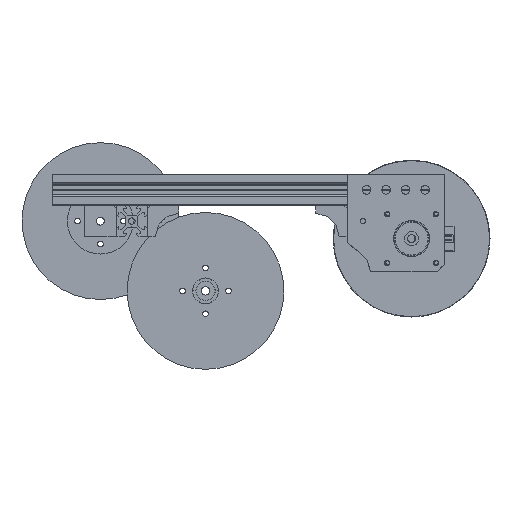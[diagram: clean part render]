
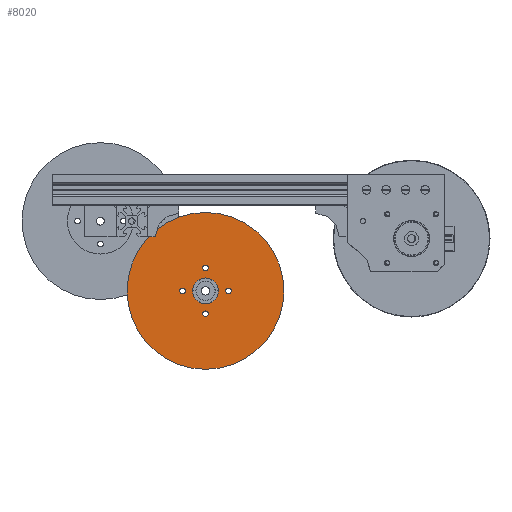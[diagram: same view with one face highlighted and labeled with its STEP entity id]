
A CAD part, left-side view. The second image highlights one B-rep face of the part: STEP entity #8020.
In plain terms, the highlighted planar face has unit normal (-1, 0, 0).
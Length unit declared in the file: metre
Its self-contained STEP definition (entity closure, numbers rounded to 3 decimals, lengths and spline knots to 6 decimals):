
#1696=PLANE('',#9242);
#2154=CIRCLE('',#9229,0.05);
#2162=CIRCLE('',#9241,0.00825);
#2163=CIRCLE('',#9243,0.0018);
#2164=CIRCLE('',#9244,0.0018);
#2165=CIRCLE('',#9245,0.0018);
#2166=CIRCLE('',#9246,0.0018);
#4001=ORIENTED_EDGE('',*,*,#5261,.T.);
#4002=ORIENTED_EDGE('',*,*,#5262,.T.);
#4003=ORIENTED_EDGE('',*,*,#5263,.T.);
#4004=ORIENTED_EDGE('',*,*,#5264,.T.);
#4005=ORIENTED_EDGE('',*,*,#5260,.F.);
#4006=ORIENTED_EDGE('',*,*,#5252,.T.);
#5252=EDGE_CURVE('',#6068,#6068,#2154,.T.);
#5260=EDGE_CURVE('',#6076,#6076,#2162,.T.);
#5261=EDGE_CURVE('',#6077,#6077,#2163,.F.);
#5262=EDGE_CURVE('',#6078,#6078,#2164,.F.);
#5263=EDGE_CURVE('',#6079,#6079,#2165,.F.);
#5264=EDGE_CURVE('',#6080,#6080,#2166,.F.);
#6068=VERTEX_POINT('',#22111);
#6076=VERTEX_POINT('',#22131);
#6077=VERTEX_POINT('',#22134);
#6078=VERTEX_POINT('',#22136);
#6079=VERTEX_POINT('',#22138);
#6080=VERTEX_POINT('',#22140);
#6802=EDGE_LOOP('',(#4001));
#6803=EDGE_LOOP('',(#4002));
#6804=EDGE_LOOP('',(#4003));
#6805=EDGE_LOOP('',(#4004));
#6806=EDGE_LOOP('',(#4005));
#6807=EDGE_LOOP('',(#4006));
#7468=FACE_BOUND('',#6802,.T.);
#7469=FACE_BOUND('',#6803,.T.);
#7470=FACE_BOUND('',#6804,.T.);
#7471=FACE_BOUND('',#6805,.T.);
#7472=FACE_BOUND('',#6806,.T.);
#7473=FACE_BOUND('',#6807,.T.);
#8020=ADVANCED_FACE('',(#7468,#7469,#7470,#7471,#7472,#7473),#1696,.T.);
#9229=AXIS2_PLACEMENT_3D('',#22110,#11211,#11212);
#9241=AXIS2_PLACEMENT_3D('',#22130,#11235,#11236);
#9242=AXIS2_PLACEMENT_3D('',#22132,#11237,#11238);
#9243=AXIS2_PLACEMENT_3D('',#22133,#11239,#11240);
#9244=AXIS2_PLACEMENT_3D('',#22135,#11241,#11242);
#9245=AXIS2_PLACEMENT_3D('',#22137,#11243,#11244);
#9246=AXIS2_PLACEMENT_3D('',#22139,#11245,#11246);
#11211=DIRECTION('',(-1.,0.,0.));
#11212=DIRECTION('',(0.,0.,1.));
#11235=DIRECTION('',(-1.,0.,0.));
#11236=DIRECTION('',(0.,0.,1.));
#11237=DIRECTION('',(-1.,0.,0.));
#11238=DIRECTION('',(0.,-1.,0.));
#11239=DIRECTION('',(-1.,0.,0.));
#11240=DIRECTION('',(0.,0.,1.));
#11241=DIRECTION('',(-1.,0.,0.));
#11242=DIRECTION('',(0.,0.,1.));
#11243=DIRECTION('',(-1.,0.,0.));
#11244=DIRECTION('',(0.,0.,1.));
#11245=DIRECTION('',(-1.,0.,0.));
#11246=DIRECTION('',(0.,0.,1.));
#22110=CARTESIAN_POINT('',(-0.0055,0.,0.));
#22111=CARTESIAN_POINT('',(-0.0055,0.,0.05));
#22130=CARTESIAN_POINT('',(-0.0055,0.,0.));
#22131=CARTESIAN_POINT('',(-0.0055,0.,0.00825));
#22132=CARTESIAN_POINT('',(-0.0055,0.,0.));
#22133=CARTESIAN_POINT('',(-0.0055,0.,0.014625));
#22134=CARTESIAN_POINT('',(-0.0055,0.,0.016425));
#22135=CARTESIAN_POINT('',(-0.0055,-0.014625,0.));
#22136=CARTESIAN_POINT('',(-0.0055,-0.014625,0.0018));
#22137=CARTESIAN_POINT('',(-0.0055,0.,-0.014625));
#22138=CARTESIAN_POINT('',(-0.0055,0.,-0.012825));
#22139=CARTESIAN_POINT('',(-0.0055,0.014625,0.));
#22140=CARTESIAN_POINT('',(-0.0055,0.014625,0.0018));
